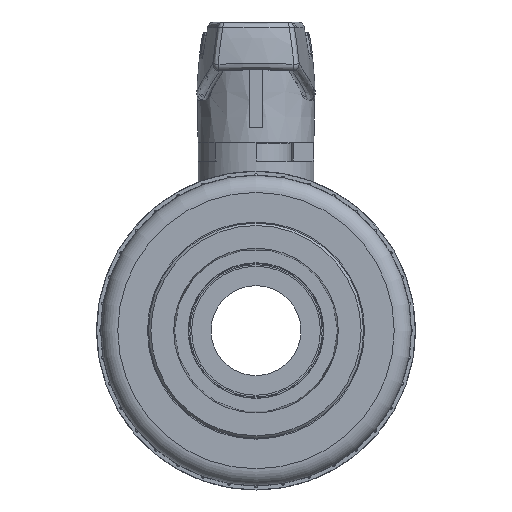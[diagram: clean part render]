
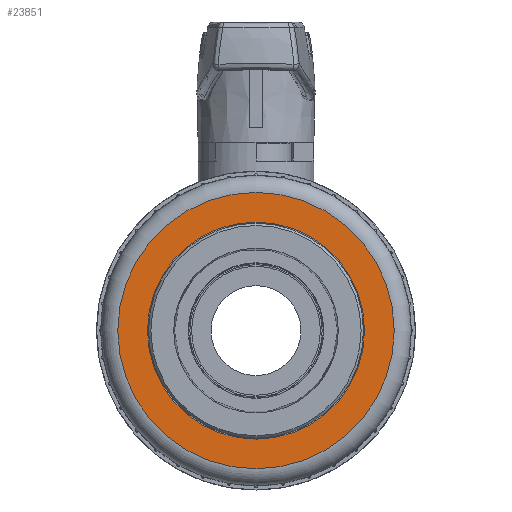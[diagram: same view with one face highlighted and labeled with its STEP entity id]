
A CAD part, left-side view. The second image highlights one B-rep face of the part: STEP entity #23851.
In plain terms, the highlighted face is planar.
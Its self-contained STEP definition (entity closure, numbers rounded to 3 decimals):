
#5437=FACE_BOUND('',#7015,.T.);
#5600=FACE_OUTER_BOUND('',#7014,.T.);
#7014=EDGE_LOOP('',(#16077));
#7015=EDGE_LOOP('',(#16078));
#8629=CIRCLE('',#25427,22.277);
#8630=CIRCLE('',#25428,17.493);
#9741=VERTEX_POINT('',#36868);
#9742=VERTEX_POINT('',#36870);
#12263=EDGE_CURVE('',#9741,#9741,#8629,.T.);
#12264=EDGE_CURVE('',#9742,#9742,#8630,.T.);
#16077=ORIENTED_EDGE('',*,*,#12263,.T.);
#16078=ORIENTED_EDGE('',*,*,#12264,.T.);
#23187=PLANE('',#25426);
#23851=ADVANCED_FACE('',(#5600,#5437),#23187,.F.);
#25426=AXIS2_PLACEMENT_3D('',#36867,#27949,#27950);
#25427=AXIS2_PLACEMENT_3D('',#36869,#27951,#27952);
#25428=AXIS2_PLACEMENT_3D('',#36871,#27953,#27954);
#27949=DIRECTION('center_axis',(-1.,0.,0.));
#27950=DIRECTION('ref_axis',(0.,1.,0.));
#27951=DIRECTION('center_axis',(1.,0.,0.));
#27952=DIRECTION('ref_axis',(0.,-1.,0.));
#27953=DIRECTION('center_axis',(-1.,0.,0.));
#27954=DIRECTION('ref_axis',(0.,0.,-1.));
#36867=CARTESIAN_POINT('Origin',(-924.627,-26.26,0.));
#36868=CARTESIAN_POINT('',(-924.627,-23.527,0.));
#36869=CARTESIAN_POINT('Origin',(-924.627,-1.25,0.));
#36870=CARTESIAN_POINT('',(-924.627,-1.25,-17.493));
#36871=CARTESIAN_POINT('Origin',(-924.627,-1.25,0.));
